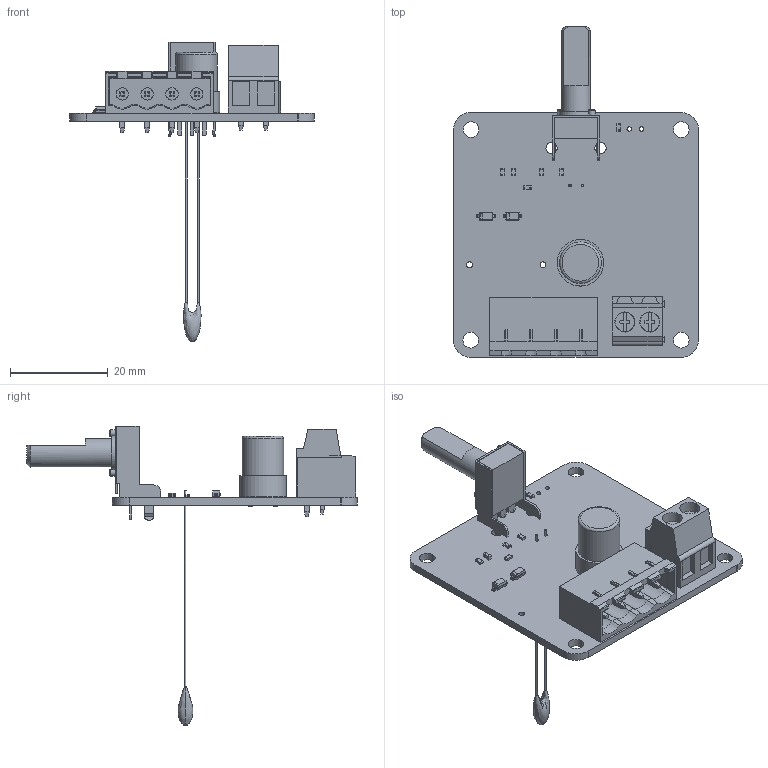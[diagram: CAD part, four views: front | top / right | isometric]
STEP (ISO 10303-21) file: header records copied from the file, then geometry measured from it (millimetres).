
FILE_DESCRIPTION(('KiCad electronic assembly'),'2;1');
FILE_NAME('Thermostat.step','2025-01-06T07:38:48',('Pcbnew'),('Kicad'), 'Open CASCADE STEP processor 7.8','KiCad to STEP converter','Unknown' );
FILE_SCHEMA(('AUTOMOTIVE_DESIGN { 1 0 10303 214 1 1 1 1 }'));
Length unit declared in the file: millimetre
Products named in the file (18): Thermostat 1; R_0603_1608Metric; PTV09A-2025F-B103; D_SOD-123; D_SOD_123; C_0603_1608Metric; TBP01R1-508-04BE; CUI_DEVICES_TBP01R1-508-04BK; DB128L-5.08-2P-BK-S; 1716020000 v1; FuseHolder_56000001319+Fuse; FuseHolder_56000001319+Fuse v1; NTCLE203E3103FB0A; NTCLE203E3103FB0A Ni0,4 v1; Thermostat_PCB
Assembly tree (22 placements, depth 3):
  Thermostat 1
    R_0603_1608Metric  x5
      R_0603_1608Metric
    PTV09A-2025F-B103
      PTV09A-2025F-B103
    D_SOD-123  x2
      D_SOD_123
    C_0603_1608Metric
      C_0603_1608Metric
    TBP01R1-508-04BE
      CUI_DEVICES_TBP01R1-508-04BK
    DB128L-5.08-2P-BK-S
      1716020000 v1
    FuseHolder_56000001319+Fuse
      FuseHolder_56000001319+Fuse v1
    NTCLE203E3103FB0A
      NTCLE203E3103FB0A Ni0,4 v1
    Thermostat_PCB
Bounding box: 50 x 67.52 x 61.15 mm (x, y, z)
Volume: 7890.7 mm3; surface area: 10222.8 mm2
Topology: 25 solids, 25 shells, 844 faces, 2109 edges, 1338 vertices
Faces by surface type: plane 586, cylinder 188, bspline 62, cone 5, torus 3
Full cylindrical faces by diameter (mm): 0.4 x2, 0.6 x2, 0.9 x4, 1 x5, 1.2 x2, 1.303 x2, 1.52 x2, 1.7 x4, 2.3 x2, 3.2 x4, 3.908 x2, 4.1 x2, 5.903 x1, 6.898 x1, 8.5 x1, 9.5 x1
Entity records: 23504 total; most frequent: CARTESIAN_POINT 5035, ORIENTED_EDGE 3346, DIRECTION 3197, EDGE_CURVE 1673, LINE 1277, VECTOR 1277, VERTEX_POINT 1070, AXIS2_PLACEMENT_3D 960
